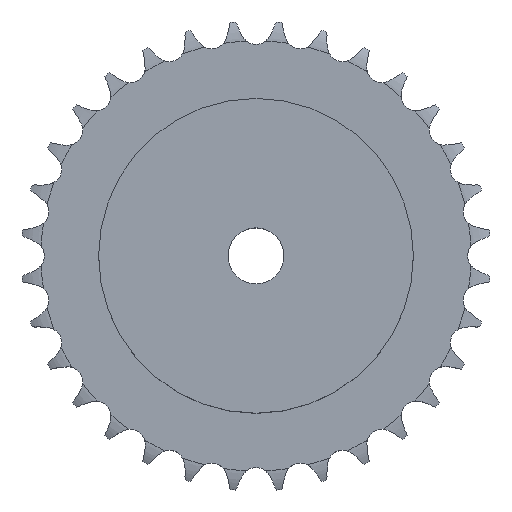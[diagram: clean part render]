
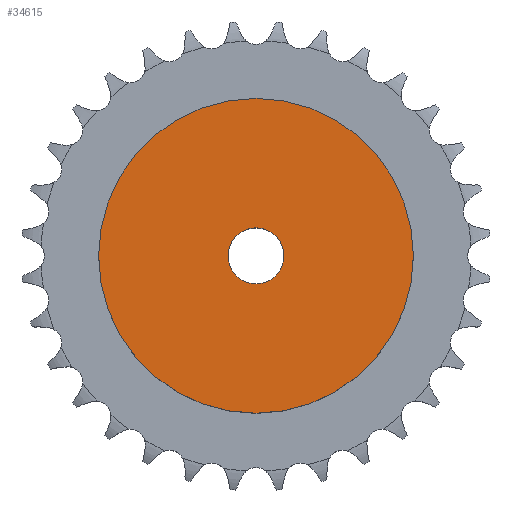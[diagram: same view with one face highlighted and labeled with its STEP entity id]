
A CAD part, top view. The second image highlights one B-rep face of the part: STEP entity #34615.
In plain terms, the highlighted planar face has unit normal (0, 0, 1).
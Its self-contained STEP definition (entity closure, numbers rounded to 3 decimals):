
#4077 = CYLINDRICAL_SURFACE('',#4078,45.);
#4078 = AXIS2_PLACEMENT_3D('',#4079,#4080,#4081);
#4079 = CARTESIAN_POINT('',(0.,0.,0.));
#4080 = DIRECTION('',(-0.,-0.,-1.));
#4081 = DIRECTION('',(1.,0.,0.));
#21824 = VERTEX_POINT('',#21825);
#21825 = CARTESIAN_POINT('',(45.,0.,30.));
#21846 = EDGE_CURVE('',#21824,#21824,#21847,.T.);
#21847 = SURFACE_CURVE('',#21848,(#21853,#21860),.PCURVE_S1.);
#21848 = CIRCLE('',#21849,45.);
#21849 = AXIS2_PLACEMENT_3D('',#21850,#21851,#21852);
#21850 = CARTESIAN_POINT('',(0.,0.,30.));
#21851 = DIRECTION('',(0.,0.,1.));
#21852 = DIRECTION('',(1.,0.,0.));
#21853 = PCURVE('',#4077,#21854);
#21854 = DEFINITIONAL_REPRESENTATION('',(#21855),#21859);
#21855 = LINE('',#21856,#21857);
#21856 = CARTESIAN_POINT('',(-0.,-30.));
#21857 = VECTOR('',#21858,1.);
#21858 = DIRECTION('',(-1.,0.));
#21859 = ( GEOMETRIC_REPRESENTATION_CONTEXT(2) 
PARAMETRIC_REPRESENTATION_CONTEXT() REPRESENTATION_CONTEXT('2D SPACE',''
  ) );
#21860 = PCURVE('',#21861,#21866);
#21861 = PLANE('',#21862);
#21862 = AXIS2_PLACEMENT_3D('',#21863,#21864,#21865);
#21863 = CARTESIAN_POINT('',(0.,0.,30.)
  );
#21864 = DIRECTION('',(0.,0.,1.));
#21865 = DIRECTION('',(1.,0.,0.));
#21866 = DEFINITIONAL_REPRESENTATION('',(#21867),#21871);
#21867 = CIRCLE('',#21868,45.);
#21868 = AXIS2_PLACEMENT_2D('',#21869,#21870);
#21869 = CARTESIAN_POINT('',(0.,0.));
#21870 = DIRECTION('',(1.,0.));
#21871 = ( GEOMETRIC_REPRESENTATION_CONTEXT(2) 
PARAMETRIC_REPRESENTATION_CONTEXT() REPRESENTATION_CONTEXT('2D SPACE',''
  ) );
#29365 = CYLINDRICAL_SURFACE('',#29366,8.);
#29366 = AXIS2_PLACEMENT_3D('',#29367,#29368,#29369);
#29367 = CARTESIAN_POINT('',(0.,0.,204.367));
#29368 = DIRECTION('',(0.,0.,1.));
#29369 = DIRECTION('',(1.,0.,0.));
#34615 = ADVANCED_FACE('',(#34616,#34619),#21861,.T.);
#34616 = FACE_BOUND('',#34617,.T.);
#34617 = EDGE_LOOP('',(#34618));
#34618 = ORIENTED_EDGE('',*,*,#21846,.T.);
#34619 = FACE_BOUND('',#34620,.T.);
#34620 = EDGE_LOOP('',(#34621));
#34621 = ORIENTED_EDGE('',*,*,#34622,.F.);
#34622 = EDGE_CURVE('',#34623,#34623,#34625,.T.);
#34623 = VERTEX_POINT('',#34624);
#34624 = CARTESIAN_POINT('',(8.,0.,30.));
#34625 = SURFACE_CURVE('',#34626,(#34631,#34638),.PCURVE_S1.);
#34626 = CIRCLE('',#34627,8.);
#34627 = AXIS2_PLACEMENT_3D('',#34628,#34629,#34630);
#34628 = CARTESIAN_POINT('',(0.,0.,30.));
#34629 = DIRECTION('',(0.,0.,1.));
#34630 = DIRECTION('',(1.,0.,0.));
#34631 = PCURVE('',#21861,#34632);
#34632 = DEFINITIONAL_REPRESENTATION('',(#34633),#34637);
#34633 = CIRCLE('',#34634,8.);
#34634 = AXIS2_PLACEMENT_2D('',#34635,#34636);
#34635 = CARTESIAN_POINT('',(0.,0.));
#34636 = DIRECTION('',(1.,0.));
#34637 = ( GEOMETRIC_REPRESENTATION_CONTEXT(2) 
PARAMETRIC_REPRESENTATION_CONTEXT() REPRESENTATION_CONTEXT('2D SPACE',''
  ) );
#34638 = PCURVE('',#29365,#34639);
#34639 = DEFINITIONAL_REPRESENTATION('',(#34640),#34644);
#34640 = LINE('',#34641,#34642);
#34641 = CARTESIAN_POINT('',(0.,-174.367));
#34642 = VECTOR('',#34643,1.);
#34643 = DIRECTION('',(1.,0.));
#34644 = ( GEOMETRIC_REPRESENTATION_CONTEXT(2) 
PARAMETRIC_REPRESENTATION_CONTEXT() REPRESENTATION_CONTEXT('2D SPACE',''
  ) );
